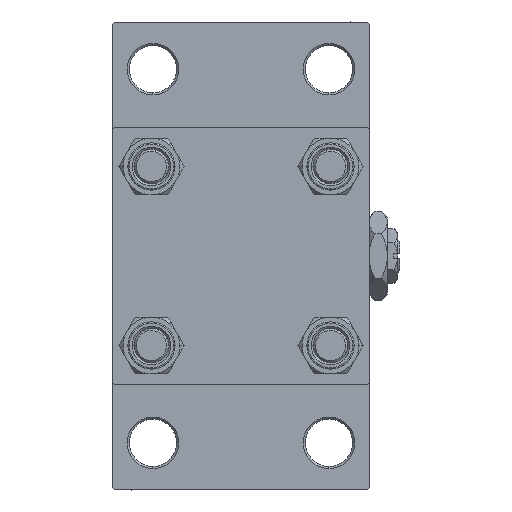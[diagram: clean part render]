
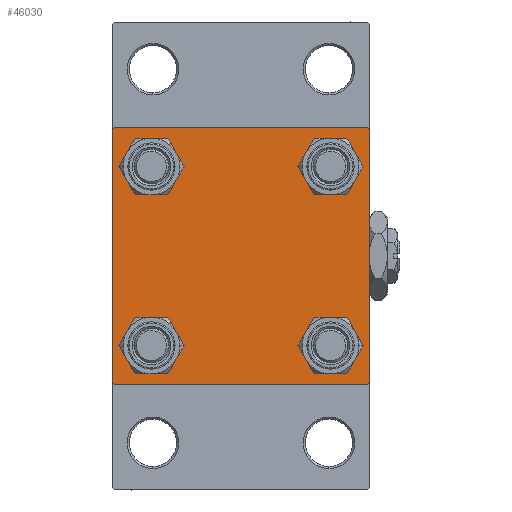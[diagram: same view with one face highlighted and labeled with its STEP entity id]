
A CAD part, left-side view. The second image highlights one B-rep face of the part: STEP entity #46030.
In plain terms, the highlighted planar face has unit normal (-1, 0, 0).
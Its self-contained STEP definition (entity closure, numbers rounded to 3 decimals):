
#231 = CARTESIAN_POINT ( 'NONE',  ( 0., -20.85, 20.85 ) ) ;
#601 = EDGE_CURVE ( 'NONE', #42090, #44948, #8425, .T. ) ;
#687 = VECTOR ( 'NONE', #10760, 1000. ) ;
#817 = VERTEX_POINT ( 'NONE', #1818 ) ;
#995 = LINE ( 'NONE', #15968, #24653 ) ;
#1111 = CARTESIAN_POINT ( 'NONE',  ( 0., 30., 30. ) ) ;
#1818 = CARTESIAN_POINT ( 'NONE',  ( 0., 20.85, 25.35 ) ) ;
#2664 = CIRCLE ( 'NONE', #22608, 4.5 ) ;
#2938 = AXIS2_PLACEMENT_3D ( 'NONE', #18464, #26947, #48857 ) ;
#3213 = LINE ( 'NONE', #18410, #49272 ) ;
#3337 = CARTESIAN_POINT ( 'NONE',  ( 0., 30., -30. ) ) ;
#4021 = DIRECTION ( 'NONE',  ( 1., 0., 0. ) ) ;
#4554 = EDGE_CURVE ( 'NONE', #43442, #41716, #33232, .T. ) ;
#4694 = ORIENTED_EDGE ( 'NONE', *, *, #19899, .T. ) ;
#4929 = CARTESIAN_POINT ( 'NONE',  ( 0., 30., -29.5 ) ) ;
#4933 = DIRECTION ( 'NONE',  ( 0., 0., -1. ) ) ;
#4962 = DIRECTION ( 'NONE',  ( 0., 0., 1. ) ) ;
#4966 = DIRECTION ( 'NONE',  ( 1., 0., 0. ) ) ;
#5173 = ORIENTED_EDGE ( 'NONE', *, *, #25124, .T. ) ;
#5245 = AXIS2_PLACEMENT_3D ( 'NONE', #22054, #41981, #14827 ) ;
#6122 = DIRECTION ( 'NONE',  ( 0., 0.707, -0.707 ) ) ;
#6716 = VERTEX_POINT ( 'NONE', #35099 ) ;
#6794 = EDGE_CURVE ( 'NONE', #27212, #7622, #35348, .T. ) ;
#7003 = FACE_BOUND ( 'NONE', #26962, .T. ) ;
#7183 = EDGE_CURVE ( 'NONE', #27212, #40613, #10023, .T. ) ;
#7255 = FACE_BOUND ( 'NONE', #20419, .T. ) ;
#7622 = VERTEX_POINT ( 'NONE', #28363 ) ;
#7975 = DIRECTION ( 'NONE',  ( 0., 0., 1. ) ) ;
#8425 = CIRCLE ( 'NONE', #5245, 4.5 ) ;
#8690 = CARTESIAN_POINT ( 'NONE',  ( 0., -30., 30. ) ) ;
#8852 = LINE ( 'NONE', #1111, #19842 ) ;
#8928 = EDGE_CURVE ( 'NONE', #26510, #10731, #8852, .T. ) ;
#9450 = DIRECTION ( 'NONE',  ( 0., 0., 1. ) ) ;
#9563 = EDGE_CURVE ( 'NONE', #6716, #40613, #995, .T. ) ;
#10023 = LINE ( 'NONE', #32932, #687 ) ;
#10475 = EDGE_LOOP ( 'NONE', ( #37244, #41751 ) ) ;
#10731 = VERTEX_POINT ( 'NONE', #4929 ) ;
#10760 = DIRECTION ( 'NONE',  ( 0., 0.707, 0.707 ) ) ;
#11385 = CARTESIAN_POINT ( 'NONE',  ( 0., 20.85, 20.85 ) ) ;
#11737 = FACE_BOUND ( 'NONE', #10475, .T. ) ;
#11749 = EDGE_CURVE ( 'NONE', #10731, #29677, #3213, .T. ) ;
#13726 = DIRECTION ( 'NONE',  ( 1., 0., 0. ) ) ;
#14513 = DIRECTION ( 'NONE',  ( 1., 0., 0. ) ) ;
#14827 = DIRECTION ( 'NONE',  ( 0., 0., 1. ) ) ;
#14991 = DIRECTION ( 'NONE',  ( 0., -0.707, 0.707 ) ) ;
#15961 = ORIENTED_EDGE ( 'NONE', *, *, #29066, .T. ) ;
#15963 = VECTOR ( 'NONE', #6122, 1000. ) ;
#15968 = CARTESIAN_POINT ( 'NONE',  ( 0., 30., 30. ) ) ;
#16529 = CARTESIAN_POINT ( 'NONE',  ( 0., -20.85, -25.35 ) ) ;
#16951 = CIRCLE ( 'NONE', #23328, 4.5 ) ;
#16986 = AXIS2_PLACEMENT_3D ( 'NONE', #39105, #19929, #4962 ) ;
#17006 = ORIENTED_EDGE ( 'NONE', *, *, #8928, .T. ) ;
#18238 = ORIENTED_EDGE ( 'NONE', *, *, #22741, .T. ) ;
#18291 = DIRECTION ( 'NONE',  ( 0., -1., 0. ) ) ;
#18410 = CARTESIAN_POINT ( 'NONE',  ( 0., 29.75, -29.75 ) ) ;
#18464 = CARTESIAN_POINT ( 'NONE',  ( 0., 0., 0. ) ) ;
#18564 = CARTESIAN_POINT ( 'NONE',  ( 0., -29.5, -30. ) ) ;
#19523 = ORIENTED_EDGE ( 'NONE', *, *, #45342, .T. ) ;
#19842 = VECTOR ( 'NONE', #30777, 1000. ) ;
#19899 = EDGE_CURVE ( 'NONE', #21558, #7622, #36920, .T. ) ;
#19929 = DIRECTION ( 'NONE',  ( 1., 0., 0. ) ) ;
#20419 = EDGE_LOOP ( 'NONE', ( #33972, #19523 ) ) ;
#20441 = EDGE_LOOP ( 'NONE', ( #17006, #32448, #15961, #4694, #31080, #37915, #36629, #5173 ) ) ;
#20887 = VECTOR ( 'NONE', #14991, 1000. ) ;
#21079 = EDGE_CURVE ( 'NONE', #38225, #817, #16951, .T. ) ;
#21558 = VERTEX_POINT ( 'NONE', #18564 ) ;
#22054 = CARTESIAN_POINT ( 'NONE',  ( 0., -20.85, -20.85 ) ) ;
#22205 = EDGE_CURVE ( 'NONE', #30102, #22546, #32097, .T. ) ;
#22546 = VERTEX_POINT ( 'NONE', #35799 ) ;
#22608 = AXIS2_PLACEMENT_3D ( 'NONE', #34674, #4021, #41903 ) ;
#22741 = EDGE_CURVE ( 'NONE', #22546, #30102, #2664, .T. ) ;
#22799 = ORIENTED_EDGE ( 'NONE', *, *, #23649, .T. ) ;
#22881 = AXIS2_PLACEMENT_3D ( 'NONE', #11385, #26335, #41525 ) ;
#22955 = FACE_OUTER_BOUND ( 'NONE', #20441, .T. ) ;
#23328 = AXIS2_PLACEMENT_3D ( 'NONE', #44916, #14513, #37180 ) ;
#23649 = EDGE_CURVE ( 'NONE', #44948, #42090, #38538, .T. ) ;
#24653 = VECTOR ( 'NONE', #38885, 1000. ) ;
#25124 = EDGE_CURVE ( 'NONE', #6716, #26510, #36041, .T. ) ;
#25169 = CARTESIAN_POINT ( 'NONE',  ( 0., -30., 29.5 ) ) ;
#26335 = DIRECTION ( 'NONE',  ( 1., 0., 0. ) ) ;
#26510 = VERTEX_POINT ( 'NONE', #41770 ) ;
#26947 = DIRECTION ( 'NONE',  ( -1., 0., 0. ) ) ;
#26962 = EDGE_LOOP ( 'NONE', ( #18238, #43261 ) ) ;
#27212 = VERTEX_POINT ( 'NONE', #25169 ) ;
#27680 = AXIS2_PLACEMENT_3D ( 'NONE', #41864, #4966, #9450 ) ;
#28363 = CARTESIAN_POINT ( 'NONE',  ( 0., -30., -29.5 ) ) ;
#29066 = EDGE_CURVE ( 'NONE', #29677, #21558, #44479, .T. ) ;
#29677 = VERTEX_POINT ( 'NONE', #41099 ) ;
#30102 = VERTEX_POINT ( 'NONE', #39943 ) ;
#30777 = DIRECTION ( 'NONE',  ( 0., 0., -1. ) ) ;
#31080 = ORIENTED_EDGE ( 'NONE', *, *, #6794, .F. ) ;
#31823 = CARTESIAN_POINT ( 'NONE',  ( 0., -29.5, 30. ) ) ;
#32022 = VECTOR ( 'NONE', #18291, 1000. ) ;
#32097 = CIRCLE ( 'NONE', #16986, 4.5 ) ;
#32170 = DIRECTION ( 'NONE',  ( 0., 0., 1. ) ) ;
#32448 = ORIENTED_EDGE ( 'NONE', *, *, #11749, .T. ) ;
#32932 = CARTESIAN_POINT ( 'NONE',  ( 0., -29.75, 29.75 ) ) ;
#33232 = CIRCLE ( 'NONE', #27680, 4.5 ) ;
#33676 = CARTESIAN_POINT ( 'NONE',  ( 0., -29.75, -29.75 ) ) ;
#33919 = EDGE_LOOP ( 'NONE', ( #22799, #48330 ) ) ;
#33972 = ORIENTED_EDGE ( 'NONE', *, *, #4554, .T. ) ;
#34674 = CARTESIAN_POINT ( 'NONE',  ( 0., 20.85, -20.85 ) ) ;
#35099 = CARTESIAN_POINT ( 'NONE',  ( 0., 29.5, 30. ) ) ;
#35348 = LINE ( 'NONE', #8690, #37292 ) ;
#35799 = CARTESIAN_POINT ( 'NONE',  ( 0., 20.85, -16.35 ) ) ;
#36041 = LINE ( 'NONE', #43290, #15963 ) ;
#36059 = CARTESIAN_POINT ( 'NONE',  ( 0., -20.85, 16.35 ) ) ;
#36629 = ORIENTED_EDGE ( 'NONE', *, *, #9563, .F. ) ;
#36920 = LINE ( 'NONE', #33676, #20887 ) ;
#37180 = DIRECTION ( 'NONE',  ( 0., 0., 1. ) ) ;
#37244 = ORIENTED_EDGE ( 'NONE', *, *, #47643, .T. ) ;
#37292 = VECTOR ( 'NONE', #4933, 1000. ) ;
#37915 = ORIENTED_EDGE ( 'NONE', *, *, #7183, .T. ) ;
#37998 = CIRCLE ( 'NONE', #22881, 4.5 ) ;
#38225 = VERTEX_POINT ( 'NONE', #38283 ) ;
#38283 = CARTESIAN_POINT ( 'NONE',  ( 0., 20.85, 16.35 ) ) ;
#38538 = CIRCLE ( 'NONE', #42536, 4.5 ) ;
#38885 = DIRECTION ( 'NONE',  ( 0., -1., 0. ) ) ;
#39105 = CARTESIAN_POINT ( 'NONE',  ( 0., 20.85, -20.85 ) ) ;
#39943 = CARTESIAN_POINT ( 'NONE',  ( 0., 20.85, -25.35 ) ) ;
#40613 = VERTEX_POINT ( 'NONE', #31823 ) ;
#41099 = CARTESIAN_POINT ( 'NONE',  ( 0., 29.5, -30. ) ) ;
#41525 = DIRECTION ( 'NONE',  ( 0., 0., 1. ) ) ;
#41716 = VERTEX_POINT ( 'NONE', #36059 ) ;
#41751 = ORIENTED_EDGE ( 'NONE', *, *, #21079, .T. ) ;
#41770 = CARTESIAN_POINT ( 'NONE',  ( 0., 30., 29.5 ) ) ;
#41864 = CARTESIAN_POINT ( 'NONE',  ( 0., -20.85, 20.85 ) ) ;
#41903 = DIRECTION ( 'NONE',  ( 0., 0., 1. ) ) ;
#41981 = DIRECTION ( 'NONE',  ( 1., 0., 0. ) ) ;
#42090 = VERTEX_POINT ( 'NONE', #16529 ) ;
#42536 = AXIS2_PLACEMENT_3D ( 'NONE', #47615, #13726, #32170 ) ;
#43261 = ORIENTED_EDGE ( 'NONE', *, *, #22205, .T. ) ;
#43290 = CARTESIAN_POINT ( 'NONE',  ( 0., 29.75, 29.75 ) ) ;
#43442 = VERTEX_POINT ( 'NONE', #45901 ) ;
#44479 = LINE ( 'NONE', #3337, #32022 ) ;
#44916 = CARTESIAN_POINT ( 'NONE',  ( 0., 20.85, 20.85 ) ) ;
#44948 = VERTEX_POINT ( 'NONE', #47441 ) ;
#45110 = AXIS2_PLACEMENT_3D ( 'NONE', #231, #45368, #7975 ) ;
#45342 = EDGE_CURVE ( 'NONE', #41716, #43442, #48251, .T. ) ;
#45368 = DIRECTION ( 'NONE',  ( 1., 0., 0. ) ) ;
#45632 = PLANE ( 'NONE',  #2938 ) ;
#45877 = FACE_BOUND ( 'NONE', #33919, .T. ) ;
#45901 = CARTESIAN_POINT ( 'NONE',  ( 0., -20.85, 25.35 ) ) ;
#46030 = ADVANCED_FACE ( 'NONE', ( #7255, #45877, #7003, #11737, #22955 ), #45632, .T. ) ;
#47441 = CARTESIAN_POINT ( 'NONE',  ( 0., -20.85, -16.35 ) ) ;
#47615 = CARTESIAN_POINT ( 'NONE',  ( 0., -20.85, -20.85 ) ) ;
#47643 = EDGE_CURVE ( 'NONE', #817, #38225, #37998, .T. ) ;
#48251 = CIRCLE ( 'NONE', #45110, 4.5 ) ;
#48330 = ORIENTED_EDGE ( 'NONE', *, *, #601, .T. ) ;
#48808 = DIRECTION ( 'NONE',  ( 0., -0.707, -0.707 ) ) ;
#48857 = DIRECTION ( 'NONE',  ( 0., 0., 1. ) ) ;
#49272 = VECTOR ( 'NONE', #48808, 1000. ) ;
